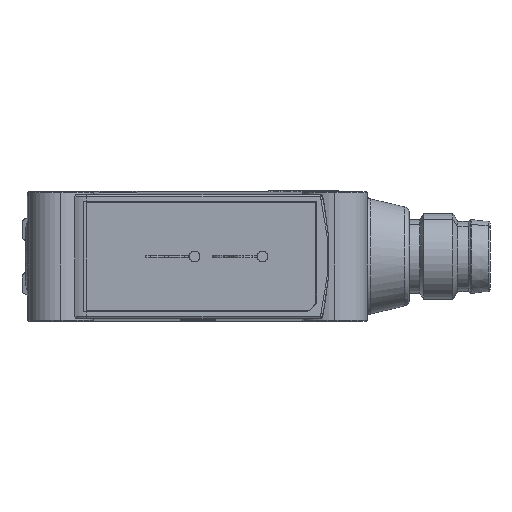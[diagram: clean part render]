
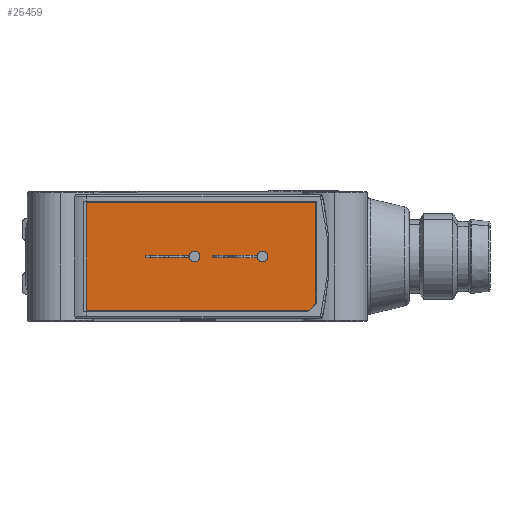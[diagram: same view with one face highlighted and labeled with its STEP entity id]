
A CAD part, left-side view. The second image highlights one B-rep face of the part: STEP entity #25459.
In plain terms, the highlighted planar face has unit normal (-0.999, 0.044, 0).
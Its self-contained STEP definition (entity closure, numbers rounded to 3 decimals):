
#307 = VECTOR ( 'NONE', #5236, 1000. ) ;
#1168 = LINE ( 'NONE', #44562, #34534 ) ;
#1213 = CARTESIAN_POINT ( 'NONE',  ( -9.369, 10.318, 5. ) ) ;
#1909 = PLANE ( 'NONE',  #14360 ) ;
#3182 = VERTEX_POINT ( 'NONE', #37374 ) ;
#4159 = CARTESIAN_POINT ( 'NONE',  ( -9.369, 10.318, 5. ) ) ;
#5236 = DIRECTION ( 'NONE',  ( 0.031, 0.707, -0.707 ) ) ;
#5340 = DIRECTION ( 'NONE',  ( -0.999, 0.044, 0. ) ) ;
#5755 = LINE ( 'NONE', #21993, #307 ) ;
#7483 = ORIENTED_EDGE ( 'NONE', *, *, #25874, .T. ) ;
#8683 = EDGE_CURVE ( 'NONE', #13421, #25982, #44802, .T. ) ;
#10690 = CARTESIAN_POINT ( 'NONE',  ( -9.369, 10.318, -5. ) ) ;
#10863 = VECTOR ( 'NONE', #45695, 1000. ) ;
#13421 = VERTEX_POINT ( 'NONE', #49913 ) ;
#13547 = LINE ( 'NONE', #29654, #10863 ) ;
#13719 = DIRECTION ( 'NONE',  ( 0.044, 0.999, 0. ) ) ;
#14360 = AXIS2_PLACEMENT_3D ( 'NONE', #34197, #5340, #45781 ) ;
#14452 = DIRECTION ( 'NONE',  ( -0.044, -0.999, 0. ) ) ;
#17380 = DIRECTION ( 'NONE',  ( 0., 0., 1. ) ) ;
#18888 = EDGE_CURVE ( 'NONE', #3182, #35808, #5755, .T. ) ;
#20936 = ORIENTED_EDGE ( 'NONE', *, *, #8683, .T. ) ;
#21993 = CARTESIAN_POINT ( 'NONE',  ( -10.3, -10.992, -4.341 ) ) ;
#22896 = ORIENTED_EDGE ( 'NONE', *, *, #18888, .F. ) ;
#23250 = ORIENTED_EDGE ( 'NONE', *, *, #41321, .T. ) ;
#23887 = EDGE_CURVE ( 'NONE', #25982, #40507, #13547, .T. ) ;
#25459 = ADVANCED_FACE ( 'NONE', ( #42336 ), #1909, .T. ) ;
#25600 = VECTOR ( 'NONE', #14452, 1000. ) ;
#25874 = EDGE_CURVE ( 'NONE', #3182, #13421, #1168, .T. ) ;
#25982 = VERTEX_POINT ( 'NONE', #4159 ) ;
#28818 = EDGE_LOOP ( 'NONE', ( #52286, #23250, #22896, #7483, #20936 ) ) ;
#29654 = CARTESIAN_POINT ( 'NONE',  ( -9.369, 10.318, 5. ) ) ;
#30803 = LINE ( 'NONE', #37925, #25600 ) ;
#33908 = CARTESIAN_POINT ( 'NONE',  ( -10.271, -10.333, -5. ) ) ;
#34197 = CARTESIAN_POINT ( 'NONE',  ( -9.369, 10.318, -5. ) ) ;
#34534 = VECTOR ( 'NONE', #17380, 1000. ) ;
#35808 = VERTEX_POINT ( 'NONE', #33908 ) ;
#37374 = CARTESIAN_POINT ( 'NONE',  ( -10.298, -10.962, -4.371 ) ) ;
#37925 = CARTESIAN_POINT ( 'NONE',  ( -9.369, 10.318, -5. ) ) ;
#40507 = VERTEX_POINT ( 'NONE', #10690 ) ;
#41321 = EDGE_CURVE ( 'NONE', #40507, #35808, #30803, .T. ) ;
#42336 = FACE_OUTER_BOUND ( 'NONE', #28818, .T. ) ;
#44562 = CARTESIAN_POINT ( 'NONE',  ( -10.298, -10.962, 5. ) ) ;
#44802 = LINE ( 'NONE', #1213, #48644 ) ;
#45695 = DIRECTION ( 'NONE',  ( 0., 0., -1. ) ) ;
#45781 = DIRECTION ( 'NONE',  ( 0., 0., -1. ) ) ;
#48644 = VECTOR ( 'NONE', #13719, 1000. ) ;
#49913 = CARTESIAN_POINT ( 'NONE',  ( -10.298, -10.962, 5. ) ) ;
#52286 = ORIENTED_EDGE ( 'NONE', *, *, #23887, .T. ) ;
